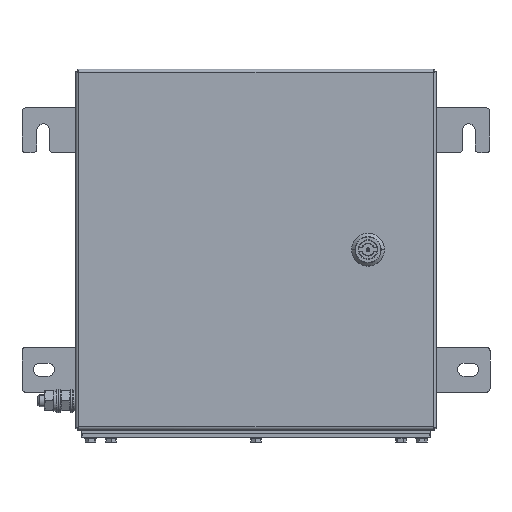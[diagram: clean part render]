
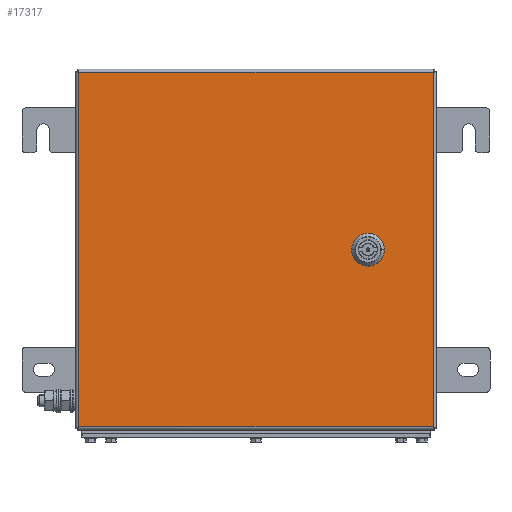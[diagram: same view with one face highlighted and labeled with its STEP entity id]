
A CAD part, top view. The second image highlights one B-rep face of the part: STEP entity #17317.
In plain terms, the highlighted planar face has unit normal (0, 0, 1).
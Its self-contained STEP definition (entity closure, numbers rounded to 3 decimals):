
#9 = VERTEX_POINT ( 'NONE', #7442 ) ;
#106 = CARTESIAN_POINT ( 'NONE',  ( 95., 0., 0. ) ) ;
#565 = DIRECTION ( 'NONE',  ( 0., 1., 0. ) ) ;
#968 = PLANE ( 'NONE',  #11086 ) ;
#1775 = CARTESIAN_POINT ( 'NONE',  ( 95., 0., 0. ) ) ;
#1922 = ORIENTED_EDGE ( 'NONE', *, *, #21913, .F. ) ;
#2419 = CARTESIAN_POINT ( 'NONE',  ( 89.944, -10.05, 0. ) ) ;
#2549 = FACE_OUTER_BOUND ( 'NONE', #14941, .T. ) ;
#2810 = DIRECTION ( 'NONE',  ( 1., 0., 0. ) ) ;
#2940 = CARTESIAN_POINT ( 'NONE',  ( 84.95, 5.056, 0. ) ) ;
#3009 = EDGE_CURVE ( 'NONE', #4790, #19867, #5718, .T. ) ;
#3910 = EDGE_CURVE ( 'NONE', #24638, #22067, #13273, .T. ) ;
#4395 = VECTOR ( 'NONE', #30679, 1000. ) ;
#4452 = DIRECTION ( 'NONE',  ( 1., 0., 0. ) ) ;
#4495 = DIRECTION ( 'NONE',  ( -1., 0., 0. ) ) ;
#4638 = ORIENTED_EDGE ( 'NONE', *, *, #12216, .F. ) ;
#4685 = VERTEX_POINT ( 'NONE', #10599 ) ;
#4790 = VERTEX_POINT ( 'NONE', #6010 ) ;
#5673 = CIRCLE ( 'NONE', #10571, 11.25 ) ;
#5718 = LINE ( 'NONE', #17806, #26206 ) ;
#6010 = CARTESIAN_POINT ( 'NONE',  ( -150.25, -150.25, 0. ) ) ;
#6072 = ORIENTED_EDGE ( 'NONE', *, *, #27660, .F. ) ;
#6274 = DIRECTION ( 'NONE',  ( -1., 0., 0. ) ) ;
#6312 = CARTESIAN_POINT ( 'NONE',  ( 153., 153., 0. ) ) ;
#7219 = VERTEX_POINT ( 'NONE', #2940 ) ;
#7264 = LINE ( 'NONE', #32599, #13551 ) ;
#7442 = CARTESIAN_POINT ( 'NONE',  ( 100.056, -10.05, 0. ) ) ;
#8456 = VERTEX_POINT ( 'NONE', #16135 ) ;
#8708 = DIRECTION ( 'NONE',  ( 0., 0., 1. ) ) ;
#8793 = CIRCLE ( 'NONE', #29051, 11.25 ) ;
#8990 = DIRECTION ( 'NONE',  ( -1., 0., 0. ) ) ;
#9361 = AXIS2_PLACEMENT_3D ( 'NONE', #1775, #20479, #4452 ) ;
#9723 = VERTEX_POINT ( 'NONE', #11263 ) ;
#10571 = AXIS2_PLACEMENT_3D ( 'NONE', #11258, #29997, #13966 ) ;
#10599 = CARTESIAN_POINT ( 'NONE',  ( 84.95, -5.056, 0. ) ) ;
#10999 = CARTESIAN_POINT ( 'NONE',  ( 89.944, 10.05, 0. ) ) ;
#11086 = AXIS2_PLACEMENT_3D ( 'NONE', #6312, #25003, #8990 ) ;
#11258 = CARTESIAN_POINT ( 'NONE',  ( 95., 0., 0. ) ) ;
#11263 = CARTESIAN_POINT ( 'NONE',  ( 89.944, -10.05, 0. ) ) ;
#11488 = CARTESIAN_POINT ( 'NONE',  ( 100.056, 10.05, 0. ) ) ;
#11894 = EDGE_CURVE ( 'NONE', #9723, #9, #30598, .T. ) ;
#12155 = CARTESIAN_POINT ( 'NONE',  ( 150.25, 150.25, 0. ) ) ;
#12216 = EDGE_CURVE ( 'NONE', #7219, #4685, #20555, .T. ) ;
#12677 = VECTOR ( 'NONE', #4495, 1000. ) ;
#12856 = ORIENTED_EDGE ( 'NONE', *, *, #3009, .T. ) ;
#13273 = LINE ( 'NONE', #14349, #25805 ) ;
#13481 = DIRECTION ( 'NONE',  ( 0., -1., 0. ) ) ;
#13551 = VECTOR ( 'NONE', #565, 1000. ) ;
#13562 = VERTEX_POINT ( 'NONE', #10999 ) ;
#13954 = CARTESIAN_POINT ( 'NONE',  ( -150.25, 150.25, 0. ) ) ;
#13966 = DIRECTION ( 'NONE',  ( 1., 0., 0. ) ) ;
#14349 = CARTESIAN_POINT ( 'NONE',  ( 151.493, 150.25, 0. ) ) ;
#14941 = EDGE_LOOP ( 'NONE', ( #27229, #12856, #31581, #29426 ) ) ;
#15414 = ORIENTED_EDGE ( 'NONE', *, *, #34571, .F. ) ;
#16135 = CARTESIAN_POINT ( 'NONE',  ( 105.05, -5.056, 0. ) ) ;
#16496 = VERTEX_POINT ( 'NONE', #24692 ) ;
#16584 = EDGE_CURVE ( 'NONE', #22067, #4790, #25717, .T. ) ;
#16732 = FACE_BOUND ( 'NONE', #25545, .T. ) ;
#17317 = ADVANCED_FACE ( 'NONE', ( #16732, #2549 ), #968, .F. ) ;
#17805 = CARTESIAN_POINT ( 'NONE',  ( 89.944, 10.05, 0. ) ) ;
#17806 = CARTESIAN_POINT ( 'NONE',  ( -151.493, -150.25, 0. ) ) ;
#17928 = CARTESIAN_POINT ( 'NONE',  ( 150.25, -150.25, 0. ) ) ;
#18051 = ORIENTED_EDGE ( 'NONE', *, *, #11894, .F. ) ;
#18788 = ORIENTED_EDGE ( 'NONE', *, *, #22369, .F. ) ;
#18797 = DIRECTION ( 'NONE',  ( 0., 0., 1. ) ) ;
#18999 = LINE ( 'NONE', #28326, #19836 ) ;
#19836 = VECTOR ( 'NONE', #33719, 1000. ) ;
#19867 = VERTEX_POINT ( 'NONE', #17928 ) ;
#20479 = DIRECTION ( 'NONE',  ( 0., 0., 1. ) ) ;
#20555 = LINE ( 'NONE', #32198, #26841 ) ;
#21104 = DIRECTION ( 'NONE',  ( 1., 0., 0. ) ) ;
#21121 = EDGE_CURVE ( 'NONE', #19867, #24638, #7264, .T. ) ;
#21155 = AXIS2_PLACEMENT_3D ( 'NONE', #106, #18797, #2810 ) ;
#21913 = EDGE_CURVE ( 'NONE', #8456, #16496, #18999, .T. ) ;
#22067 = VERTEX_POINT ( 'NONE', #13954 ) ;
#22369 = EDGE_CURVE ( 'NONE', #23780, #13562, #34061, .T. ) ;
#22590 = CARTESIAN_POINT ( 'NONE',  ( -150.25, 151.493, 0. ) ) ;
#23398 = DIRECTION ( 'NONE',  ( 1., 0., 0. ) ) ;
#23470 = VECTOR ( 'NONE', #21104, 1000. ) ;
#23780 = VERTEX_POINT ( 'NONE', #11488 ) ;
#24461 = CIRCLE ( 'NONE', #9361, 11.25 ) ;
#24638 = VERTEX_POINT ( 'NONE', #12155 ) ;
#24692 = CARTESIAN_POINT ( 'NONE',  ( 105.05, 5.056, 0. ) ) ;
#24713 = CARTESIAN_POINT ( 'NONE',  ( 95., 0., 0. ) ) ;
#25003 = DIRECTION ( 'NONE',  ( 0., 0., -1. ) ) ;
#25545 = EDGE_LOOP ( 'NONE', ( #18788, #15414, #1922, #27744, #18051, #6072, #4638, #28950 ) ) ;
#25717 = LINE ( 'NONE', #22590, #4395 ) ;
#25805 = VECTOR ( 'NONE', #6274, 1000. ) ;
#26206 = VECTOR ( 'NONE', #23398, 1000. ) ;
#26841 = VECTOR ( 'NONE', #13481, 1000. ) ;
#27229 = ORIENTED_EDGE ( 'NONE', *, *, #16584, .T. ) ;
#27441 = DIRECTION ( 'NONE',  ( 1., 0., 0. ) ) ;
#27660 = EDGE_CURVE ( 'NONE', #4685, #9723, #24461, .T. ) ;
#27744 = ORIENTED_EDGE ( 'NONE', *, *, #32744, .F. ) ;
#28326 = CARTESIAN_POINT ( 'NONE',  ( 105.05, 5.056, 0. ) ) ;
#28950 = ORIENTED_EDGE ( 'NONE', *, *, #32034, .F. ) ;
#29051 = AXIS2_PLACEMENT_3D ( 'NONE', #24713, #8708, #27441 ) ;
#29062 = CIRCLE ( 'NONE', #21155, 11.25 ) ;
#29426 = ORIENTED_EDGE ( 'NONE', *, *, #3910, .T. ) ;
#29997 = DIRECTION ( 'NONE',  ( 0., 0., 1. ) ) ;
#30598 = LINE ( 'NONE', #2419, #23470 ) ;
#30679 = DIRECTION ( 'NONE',  ( 0., -1., 0. ) ) ;
#31581 = ORIENTED_EDGE ( 'NONE', *, *, #21121, .T. ) ;
#32034 = EDGE_CURVE ( 'NONE', #13562, #7219, #5673, .T. ) ;
#32198 = CARTESIAN_POINT ( 'NONE',  ( 84.95, 5.056, 0. ) ) ;
#32599 = CARTESIAN_POINT ( 'NONE',  ( 150.25, -151.493, 0. ) ) ;
#32744 = EDGE_CURVE ( 'NONE', #9, #8456, #29062, .T. ) ;
#33719 = DIRECTION ( 'NONE',  ( 0., 1., 0. ) ) ;
#34061 = LINE ( 'NONE', #17805, #12677 ) ;
#34571 = EDGE_CURVE ( 'NONE', #16496, #23780, #8793, .T. ) ;
